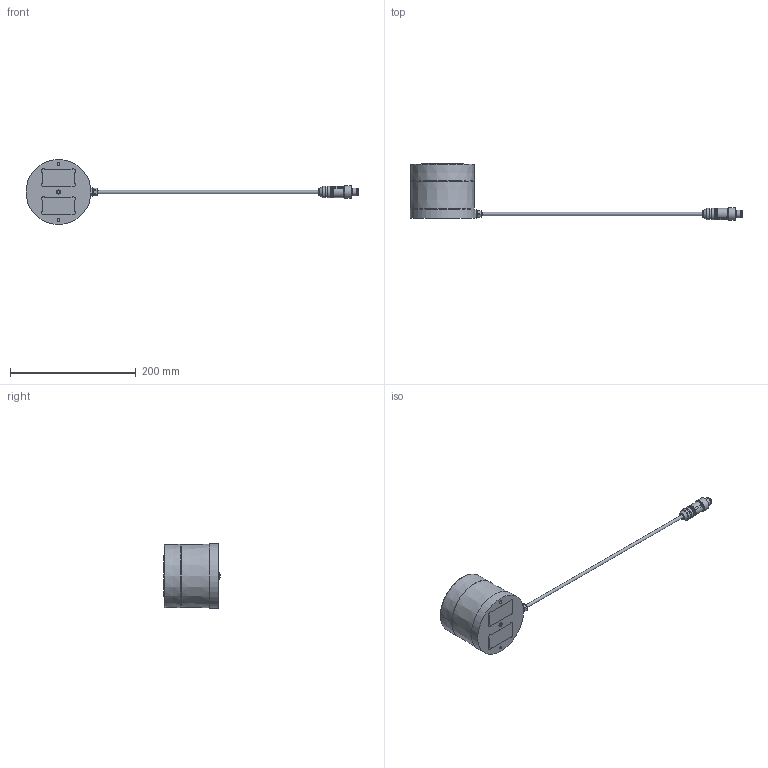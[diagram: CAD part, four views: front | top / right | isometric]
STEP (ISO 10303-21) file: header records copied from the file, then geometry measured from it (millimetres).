
FILE_DESCRIPTION (( 'STEP AP214' ), '1' );
FILE_NAME ('86-0138 REV 2, ENVELOPE, VLP-32C M12M.STEP', '2019-11-20T20:47:18', ( '' ), ( '' ), 'SwSTEP 2.0', 'SolidWorks 2017', '' );
FILE_SCHEMA (( 'AUTOMOTIVE_DESIGN' ));
Length unit declared in the file: millimetre
Products named in the file (1): 86-0138 REV 2, ENVELOPE, VLP-32C M12M
Bounding box: 527.78 x 89.88 x 103.27 mm (x, y, z)
Volume: 716024 mm3; surface area: 56026.2 mm2
Topology: 6 solids, 6 shells, 203 faces, 461 edges, 288 vertices
Faces by surface type: plane 92, cylinder 75, bspline 20, cone 14, torus 2
Full cylindrical faces by diameter (mm): 0.217 x1, 0.8 x8, 3.995 x1, 4.5 x1, 5.08 x3, 6.756 x1, 8.2 x2, 8.509 x1, 10.2 x1, 10.5 x1, 10.922 x2, 11 x1, 12 x1, 12.7 x1, 16 x1, 16.2 x1, 17 x2, 18 x2, 20 x1
Entity records: 10704 total; most frequent: CARTESIAN_POINT 4126, DIRECTION 918, ORIENTED_EDGE 776, EDGE_CURVE 388, AXIS2_PLACEMENT_3D 369, EDGE_LOOP 287, VERTEX_POINT 279, FACE_OUTER_BOUND 237
